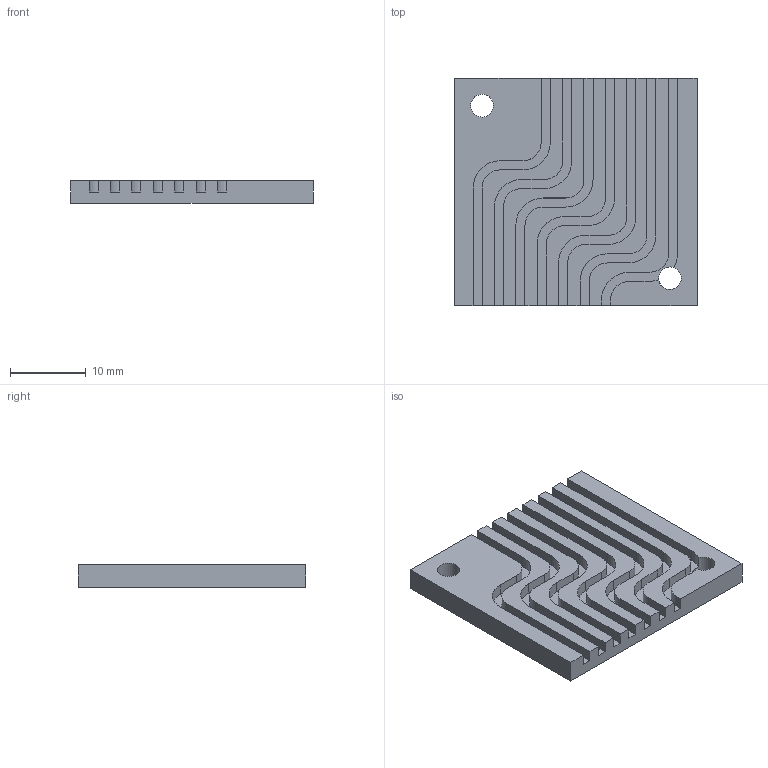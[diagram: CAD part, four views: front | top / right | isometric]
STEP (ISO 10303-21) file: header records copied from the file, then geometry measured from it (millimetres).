
FILE_DESCRIPTION(('FreeCAD Model'),'2;1');
FILE_NAME('Open CASCADE Shape Model','2025-05-24T11:20:05',(''),(''), 'Open CASCADE STEP processor 7.8','FreeCAD','Unknown');
FILE_SCHEMA(('AUTOMOTIVE_DESIGN { 1 0 10303 214 1 1 1 1 }'));
Length unit declared in the file: millimetre
Products named in the file (1): Pocket001
Bounding box: 32 x 30 x 3 mm (x, y, z)
Volume: 2382 mm3; surface area: 3050.1 mm2
Topology: 1 solids, 1 shells, 93 faces, 276 edges, 184 vertices
Faces by surface type: plane 62, cylinder 31
Full cylindrical faces by diameter (mm): 3 x2
Entity records: 3144 total; most frequent: CARTESIAN_POINT 554, ORIENTED_EDGE 552, DIRECTION 528, EDGE_CURVE 276, LINE 212, VECTOR 212, VERTEX_POINT 184, AXIS2_PLACEMENT_3D 158
